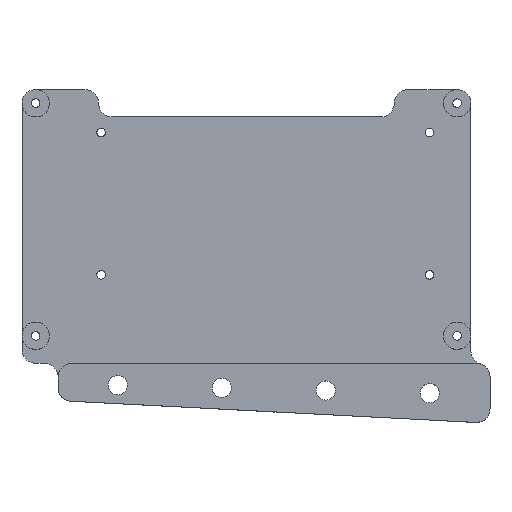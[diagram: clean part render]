
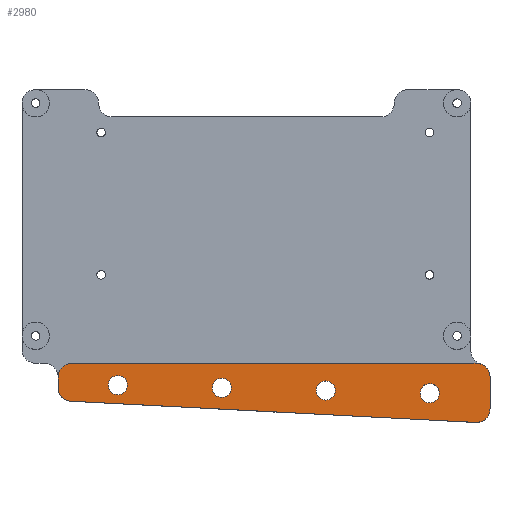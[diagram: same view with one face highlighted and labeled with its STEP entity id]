
A CAD part, top view. The second image highlights one B-rep face of the part: STEP entity #2980.
In plain terms, the highlighted planar face has unit normal (0, 0, 1).
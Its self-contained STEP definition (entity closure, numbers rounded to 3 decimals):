
#576=CARTESIAN_POINT('Vertex',(-117.9,-23.,10.5)) ;
#579=CARTESIAN_POINT('Line Origine',(-81.171,-23.,10.5)) ;
#583=CARTESIAN_POINT('Vertex',(-44.442,-23.,10.5)) ;
#770=CARTESIAN_POINT('Axis2P3D Location',(-52.5,-28.493,10.5)) ;
#774=CARTESIAN_POINT('Vertex',(-54.25,-28.493,10.5)) ;
#776=CARTESIAN_POINT('Vertex',(-50.75,-28.493,10.5)) ;
#805=CARTESIAN_POINT('Axis2P3D Location',(-52.5,-28.493,10.5)) ;
#827=CARTESIAN_POINT('Axis2P3D Location',(-71.5,-27.995,10.5)) ;
#831=CARTESIAN_POINT('Vertex',(-73.25,-27.995,10.5)) ;
#833=CARTESIAN_POINT('Vertex',(-69.75,-27.995,10.5)) ;
#862=CARTESIAN_POINT('Axis2P3D Location',(-71.5,-27.995,10.5)) ;
#884=CARTESIAN_POINT('Axis2P3D Location',(-90.5,-27.498,10.5)) ;
#888=CARTESIAN_POINT('Vertex',(-92.25,-27.498,10.5)) ;
#890=CARTESIAN_POINT('Vertex',(-88.75,-27.498,10.5)) ;
#919=CARTESIAN_POINT('Axis2P3D Location',(-90.5,-27.498,10.5)) ;
#941=CARTESIAN_POINT('Axis2P3D Location',(-109.5,-27.,10.5)) ;
#945=CARTESIAN_POINT('Vertex',(-111.25,-27.,10.5)) ;
#947=CARTESIAN_POINT('Vertex',(-107.75,-27.,10.5)) ;
#976=CARTESIAN_POINT('Axis2P3D Location',(-109.5,-27.,10.5)) ;
#2298=CARTESIAN_POINT('Vertex',(-41.5,-25.5,10.5)) ;
#2301=CARTESIAN_POINT('Line Origine',(-41.5,-28.411,10.5)) ;
#2305=CARTESIAN_POINT('Vertex',(-41.5,-31.322,10.5)) ;
#2457=CARTESIAN_POINT('Axis2P3D Location',(-44.,-31.322,10.5)) ;
#2461=CARTESIAN_POINT('Vertex',(-44.131,-33.819,10.5)) ;
#2853=CARTESIAN_POINT('Line Origine',(-81.081,-31.882,10.5)) ;
#2857=CARTESIAN_POINT('Vertex',(-118.031,-29.946,10.5)) ;
#2890=CARTESIAN_POINT('Axis2P3D Location',(-117.9,-27.449,10.5)) ;
#2894=CARTESIAN_POINT('Vertex',(-120.4,-27.449,10.5)) ;
#2924=CARTESIAN_POINT('Axis2P3D Location',(0.,0.,10.5)) ;
#2929=CARTESIAN_POINT('Line Origine',(-120.4,-26.475,10.5)) ;
#2933=CARTESIAN_POINT('Vertex',(-120.4,-25.5,10.5)) ;
#2936=CARTESIAN_POINT('Axis2P3D Location',(-44.,-25.5,10.5)) ;
#2940=CARTESIAN_POINT('Vertex',(-44.,-23.,10.5)) ;
#2943=CARTESIAN_POINT('Line Origine',(-44.221,-23.,10.5)) ;
#2948=CARTESIAN_POINT('Axis2P3D Location',(-117.9,-25.5,10.5)) ;
#580=DIRECTION('Vector Direction',(1.,0.,0.)) ;
#771=DIRECTION('Axis2P3D Direction',(0.,0.,1.)) ;
#806=DIRECTION('Axis2P3D Direction',(0.,0.,1.)) ;
#828=DIRECTION('Axis2P3D Direction',(0.,0.,1.)) ;
#863=DIRECTION('Axis2P3D Direction',(0.,0.,1.)) ;
#885=DIRECTION('Axis2P3D Direction',(0.,0.,1.)) ;
#920=DIRECTION('Axis2P3D Direction',(0.,0.,1.)) ;
#942=DIRECTION('Axis2P3D Direction',(0.,0.,1.)) ;
#977=DIRECTION('Axis2P3D Direction',(0.,0.,1.)) ;
#2302=DIRECTION('Vector Direction',(0.,-1.,0.)) ;
#2458=DIRECTION('Axis2P3D Direction',(0.,0.,1.)) ;
#2854=DIRECTION('Vector Direction',(-0.999,0.052,0.)) ;
#2891=DIRECTION('Axis2P3D Direction',(0.,0.,1.)) ;
#2925=DIRECTION('Axis2P3D Direction',(0.,0.,1.)) ;
#2926=DIRECTION('Axis2P3D XDirection',(1.,0.,0.)) ;
#2930=DIRECTION('Vector Direction',(0.,1.,0.)) ;
#2937=DIRECTION('Axis2P3D Direction',(0.,0.,1.)) ;
#2944=DIRECTION('Vector Direction',(1.,0.,0.)) ;
#2949=DIRECTION('Axis2P3D Direction',(0.,0.,1.)) ;
#772=AXIS2_PLACEMENT_3D('Circle Axis2P3D',#770,#771,$) ;
#807=AXIS2_PLACEMENT_3D('Circle Axis2P3D',#805,#806,$) ;
#829=AXIS2_PLACEMENT_3D('Circle Axis2P3D',#827,#828,$) ;
#864=AXIS2_PLACEMENT_3D('Circle Axis2P3D',#862,#863,$) ;
#886=AXIS2_PLACEMENT_3D('Circle Axis2P3D',#884,#885,$) ;
#921=AXIS2_PLACEMENT_3D('Circle Axis2P3D',#919,#920,$) ;
#943=AXIS2_PLACEMENT_3D('Circle Axis2P3D',#941,#942,$) ;
#978=AXIS2_PLACEMENT_3D('Circle Axis2P3D',#976,#977,$) ;
#2459=AXIS2_PLACEMENT_3D('Circle Axis2P3D',#2457,#2458,$) ;
#2892=AXIS2_PLACEMENT_3D('Circle Axis2P3D',#2890,#2891,$) ;
#2927=AXIS2_PLACEMENT_3D('Plane Axis2P3D',#2924,#2925,#2926) ;
#2938=AXIS2_PLACEMENT_3D('Circle Axis2P3D',#2936,#2937,$) ;
#2950=AXIS2_PLACEMENT_3D('Circle Axis2P3D',#2948,#2949,$) ;
#2954=ORIENTED_EDGE('',*,*,#2935,.T.) ;
#2955=ORIENTED_EDGE('',*,*,#2896,.F.) ;
#2956=ORIENTED_EDGE('',*,*,#2859,.T.) ;
#2957=ORIENTED_EDGE('',*,*,#2463,.F.) ;
#2958=ORIENTED_EDGE('',*,*,#2307,.T.) ;
#2959=ORIENTED_EDGE('',*,*,#2942,.F.) ;
#2960=ORIENTED_EDGE('',*,*,#2947,.T.) ;
#2961=ORIENTED_EDGE('',*,*,#585,.T.) ;
#2962=ORIENTED_EDGE('',*,*,#2952,.F.) ;
#2965=ORIENTED_EDGE('',*,*,#949,.F.) ;
#2966=ORIENTED_EDGE('',*,*,#980,.F.) ;
#2969=ORIENTED_EDGE('',*,*,#892,.F.) ;
#2970=ORIENTED_EDGE('',*,*,#923,.F.) ;
#2973=ORIENTED_EDGE('',*,*,#835,.F.) ;
#2974=ORIENTED_EDGE('',*,*,#866,.F.) ;
#2977=ORIENTED_EDGE('',*,*,#778,.F.) ;
#2978=ORIENTED_EDGE('',*,*,#809,.F.) ;
#2967=FACE_BOUND('',#2964,.T.) ;
#2971=FACE_BOUND('',#2968,.T.) ;
#2975=FACE_BOUND('',#2972,.T.) ;
#2979=FACE_BOUND('',#2976,.T.) ;
#581=VECTOR('Line Direction',#580,1.) ;
#2303=VECTOR('Line Direction',#2302,1.) ;
#2855=VECTOR('Line Direction',#2854,1.) ;
#2931=VECTOR('Line Direction',#2930,1.) ;
#2945=VECTOR('Line Direction',#2944,1.) ;
#2980=ADVANCED_FACE('Hauptk\X2\00F6\X0\rper',(#2963,#2967,#2971,#2975,#2979),#2928,.T.) ;
#773=CIRCLE('generated circle',#772,1.75) ;
#808=CIRCLE('generated circle',#807,1.75) ;
#830=CIRCLE('generated circle',#829,1.75) ;
#865=CIRCLE('generated circle',#864,1.75) ;
#887=CIRCLE('generated circle',#886,1.75) ;
#922=CIRCLE('generated circle',#921,1.75) ;
#944=CIRCLE('generated circle',#943,1.75) ;
#979=CIRCLE('generated circle',#978,1.75) ;
#2460=CIRCLE('generated circle',#2459,2.5) ;
#2893=CIRCLE('generated circle',#2892,2.5) ;
#2939=CIRCLE('generated circle',#2938,2.5) ;
#2951=CIRCLE('generated circle',#2950,2.5) ;
#585=EDGE_CURVE('',#584,#577,#582,.F.) ;
#778=EDGE_CURVE('',#775,#777,#773,.T.) ;
#809=EDGE_CURVE('',#777,#775,#808,.T.) ;
#835=EDGE_CURVE('',#832,#834,#830,.T.) ;
#866=EDGE_CURVE('',#834,#832,#865,.T.) ;
#892=EDGE_CURVE('',#889,#891,#887,.T.) ;
#923=EDGE_CURVE('',#891,#889,#922,.T.) ;
#949=EDGE_CURVE('',#946,#948,#944,.T.) ;
#980=EDGE_CURVE('',#948,#946,#979,.T.) ;
#2307=EDGE_CURVE('',#2306,#2299,#2304,.F.) ;
#2463=EDGE_CURVE('',#2306,#2462,#2460,.F.) ;
#2859=EDGE_CURVE('',#2858,#2462,#2856,.F.) ;
#2896=EDGE_CURVE('',#2858,#2895,#2893,.F.) ;
#2935=EDGE_CURVE('',#2934,#2895,#2932,.F.) ;
#2942=EDGE_CURVE('',#2941,#2299,#2939,.F.) ;
#2947=EDGE_CURVE('',#2941,#584,#2946,.F.) ;
#2952=EDGE_CURVE('',#2934,#577,#2951,.F.) ;
#2953=EDGE_LOOP('',(#2954,#2955,#2956,#2957,#2958,#2959,#2960,#2961,#2962)) ;
#2964=EDGE_LOOP('',(#2965,#2966)) ;
#2968=EDGE_LOOP('',(#2969,#2970)) ;
#2972=EDGE_LOOP('',(#2973,#2974)) ;
#2976=EDGE_LOOP('',(#2977,#2978)) ;
#2963=FACE_OUTER_BOUND('',#2953,.T.) ;
#582=LINE('Line',#579,#581) ;
#2304=LINE('Line',#2301,#2303) ;
#2856=LINE('Line',#2853,#2855) ;
#2932=LINE('Line',#2929,#2931) ;
#2946=LINE('Line',#2943,#2945) ;
#2928=PLANE('',#2927) ;
#577=VERTEX_POINT('',#576) ;
#584=VERTEX_POINT('',#583) ;
#775=VERTEX_POINT('',#774) ;
#777=VERTEX_POINT('',#776) ;
#832=VERTEX_POINT('',#831) ;
#834=VERTEX_POINT('',#833) ;
#889=VERTEX_POINT('',#888) ;
#891=VERTEX_POINT('',#890) ;
#946=VERTEX_POINT('',#945) ;
#948=VERTEX_POINT('',#947) ;
#2299=VERTEX_POINT('',#2298) ;
#2306=VERTEX_POINT('',#2305) ;
#2462=VERTEX_POINT('',#2461) ;
#2858=VERTEX_POINT('',#2857) ;
#2895=VERTEX_POINT('',#2894) ;
#2934=VERTEX_POINT('',#2933) ;
#2941=VERTEX_POINT('',#2940) ;
